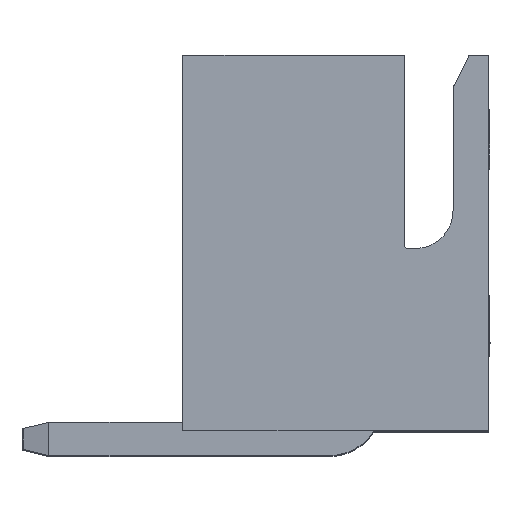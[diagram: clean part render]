
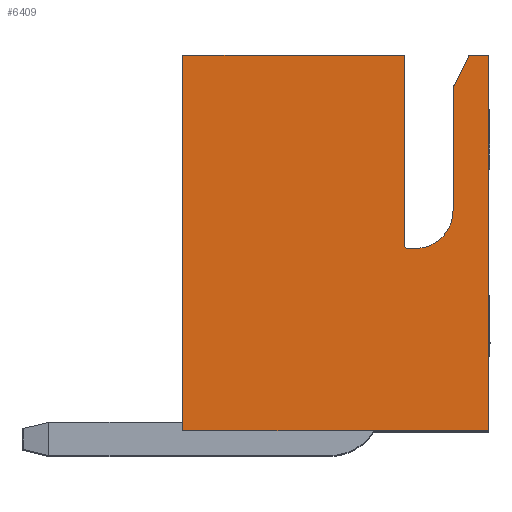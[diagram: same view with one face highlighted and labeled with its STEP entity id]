
A CAD part, top view. The second image highlights one B-rep face of the part: STEP entity #6409.
In plain terms, the highlighted planar face has unit normal (0, 0, 1).
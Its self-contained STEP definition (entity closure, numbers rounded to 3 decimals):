
#431=PLANE('',#6854);
#782=FACE_OUTER_BOUND('',#1142,.T.);
#1142=EDGE_LOOP('',(#5328,#5329,#5330,#5331,#5332,#5333,#5334,#5335,#5336,
#5337,#5338));
#1251=CIRCLE('',#6839,0.05);
#1255=CIRCLE('',#6855,0.7);
#1645=LINE('',#11923,#2267);
#1653=LINE('',#11938,#2275);
#1732=LINE('',#12286,#2354);
#1764=LINE('',#12364,#2386);
#1779=LINE('',#12400,#2401);
#1785=LINE('',#12412,#2407);
#1786=LINE('',#12415,#2408);
#1787=LINE('',#12416,#2409);
#1788=LINE('',#12417,#2410);
#2267=VECTOR('',#7918,10.);
#2275=VECTOR('',#7928,10.);
#2354=VECTOR('',#8083,10.);
#2386=VECTOR('',#8141,10.);
#2401=VECTOR('',#8176,10.);
#2407=VECTOR('',#8188,10.);
#2408=VECTOR('',#8191,10.);
#2409=VECTOR('',#8192,10.);
#2410=VECTOR('',#8193,10.);
#2867=VERTEX_POINT('',#11920);
#2868=VERTEX_POINT('',#11922);
#2874=VERTEX_POINT('',#11936);
#2936=VERTEX_POINT('',#12283);
#2937=VERTEX_POINT('',#12285);
#2968=VERTEX_POINT('',#12357);
#2970=VERTEX_POINT('',#12363);
#2980=VERTEX_POINT('',#12397);
#2981=VERTEX_POINT('',#12399);
#2984=VERTEX_POINT('',#12411);
#2985=VERTEX_POINT('',#12414);
#3631=EDGE_CURVE('',#2868,#2867,#1645,.T.);
#3639=EDGE_CURVE('',#2874,#2867,#1653,.T.);
#3742=EDGE_CURVE('',#2937,#2936,#1732,.T.);
#3778=EDGE_CURVE('',#2868,#2968,#1251,.T.);
#3781=EDGE_CURVE('',#2970,#2968,#1764,.T.);
#3799=EDGE_CURVE('',#2981,#2980,#1779,.T.);
#3805=EDGE_CURVE('',#2980,#2984,#1785,.T.);
#3806=EDGE_CURVE('',#2984,#2970,#1255,.T.);
#3807=EDGE_CURVE('',#2985,#2874,#1786,.T.);
#3808=EDGE_CURVE('',#2985,#2937,#1787,.T.);
#3809=EDGE_CURVE('',#2981,#2936,#1788,.T.);
#5328=ORIENTED_EDGE('',*,*,#3799,.T.);
#5329=ORIENTED_EDGE('',*,*,#3805,.T.);
#5330=ORIENTED_EDGE('',*,*,#3806,.T.);
#5331=ORIENTED_EDGE('',*,*,#3781,.T.);
#5332=ORIENTED_EDGE('',*,*,#3778,.F.);
#5333=ORIENTED_EDGE('',*,*,#3631,.T.);
#5334=ORIENTED_EDGE('',*,*,#3639,.F.);
#5335=ORIENTED_EDGE('',*,*,#3807,.F.);
#5336=ORIENTED_EDGE('',*,*,#3808,.T.);
#5337=ORIENTED_EDGE('',*,*,#3742,.T.);
#5338=ORIENTED_EDGE('',*,*,#3809,.F.);
#6409=ADVANCED_FACE('',(#782),#431,.T.);
#6839=AXIS2_PLACEMENT_3D('',#12358,#8134,#8135);
#6854=AXIS2_PLACEMENT_3D('',#12410,#8186,#8187);
#6855=AXIS2_PLACEMENT_3D('',#12413,#8189,#8190);
#7918=DIRECTION('',(0.,1.,0.));
#7928=DIRECTION('',(1.,0.,0.));
#8083=DIRECTION('',(0.,1.,0.));
#8134=DIRECTION('center_axis',(0.,0.,1.));
#8135=DIRECTION('ref_axis',(-0.707,-0.707,0.));
#8141=DIRECTION('',(-1.,0.,0.));
#8176=DIRECTION('',(-0.447,-0.894,0.));
#8186=DIRECTION('center_axis',(0.,0.,1.));
#8187=DIRECTION('ref_axis',(1.,0.,0.));
#8188=DIRECTION('',(0.,-1.,0.));
#8189=DIRECTION('center_axis',(0.,0.,-1.));
#8190=DIRECTION('ref_axis',(0.,-1.,0.));
#8191=DIRECTION('',(0.,1.,0.));
#8192=DIRECTION('',(1.,0.,0.));
#8193=DIRECTION('',(1.,0.,0.));
#11920=CARTESIAN_POINT('',(1.29,7.,7.71));
#11922=CARTESIAN_POINT('',(1.29,3.45,7.71));
#11923=CARTESIAN_POINT('',(1.29,1.7,7.71));
#11936=CARTESIAN_POINT('',(-2.85,7.,7.71));
#11938=CARTESIAN_POINT('',(-2.85,7.,7.71));
#12283=CARTESIAN_POINT('',(2.85,7.,7.71));
#12285=CARTESIAN_POINT('',(2.85,0.,7.71));
#12286=CARTESIAN_POINT('',(2.85,0.,7.71));
#12357=CARTESIAN_POINT('',(1.34,3.4,7.71));
#12358=CARTESIAN_POINT('Origin',(1.34,3.45,7.71));
#12363=CARTESIAN_POINT('',(1.49,3.4,7.71));
#12364=CARTESIAN_POINT('',(-0.68,3.4,7.71));
#12397=CARTESIAN_POINT('',(2.19,6.4,7.71));
#12399=CARTESIAN_POINT('',(2.49,7.,7.71));
#12400=CARTESIAN_POINT('',(0.556,3.132,7.71));
#12410=CARTESIAN_POINT('Origin',(-2.85,0.,7.71));
#12411=CARTESIAN_POINT('',(2.19,4.1,7.71));
#12412=CARTESIAN_POINT('',(2.19,3.5,7.71));
#12413=CARTESIAN_POINT('Origin',(1.49,4.1,7.71));
#12414=CARTESIAN_POINT('',(-2.85,0.,7.71));
#12415=CARTESIAN_POINT('',(-2.85,0.,7.71));
#12416=CARTESIAN_POINT('',(-2.85,0.,7.71));
#12417=CARTESIAN_POINT('',(-2.85,7.,7.71));
